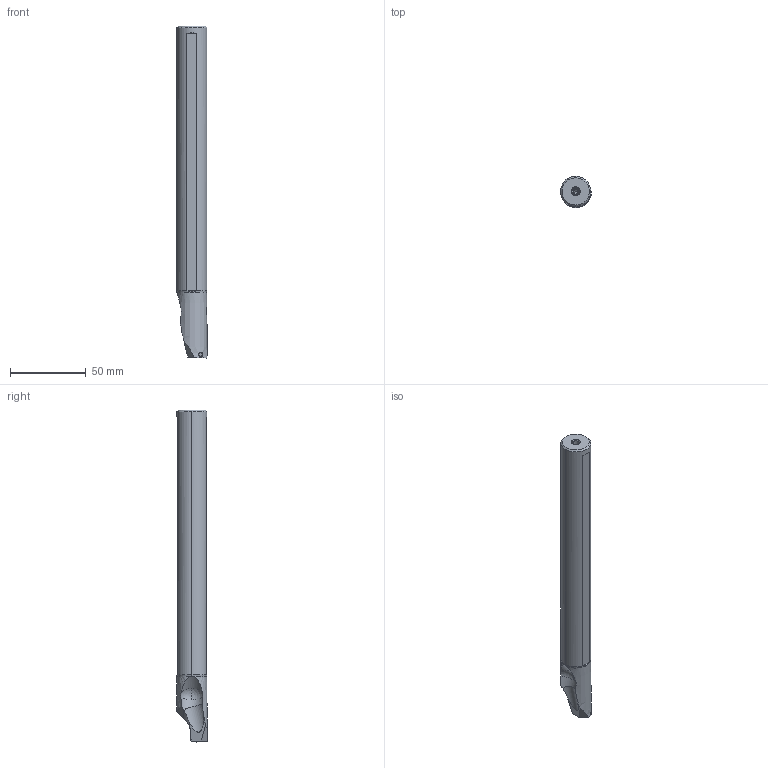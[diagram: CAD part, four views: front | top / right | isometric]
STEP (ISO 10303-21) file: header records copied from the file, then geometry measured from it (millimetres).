
FILE_DESCRIPTION(/* description */ (''),/* implementation_level */ '2;1');
FILE_NAME(/* name */ 'FSTUP2220L-11A.stp',/* time_stamp */ '2021-11-11T11:27:45+09:00',/* author */ (''),/* organization */ (''),/* preprocessor_version */ 'ST-DEVELOPER v16',/* originating_system */ 'SIEMENS PLM Software NX 10.0',/* authorisation */ '');
FILE_SCHEMA (('AUTOMOTIVE_DESIGN { 1 0 10303 214 3 1 1 1 }'));
Length unit declared in the file: millimetre
Products named in the file (1): FSTUP2220L-11A_ASM
Bounding box: 20.39 x 20.51 x 219.42 mm (x, y, z)
Volume: 59528.3 mm3; surface area: 17117 mm2
Topology: 2 solids, 2 shells, 96 faces, 263 edges, 170 vertices
Faces by surface type: cylinder 38, plane 32, cone 14, sphere 7, torus 5
Entity records: 4151 total; most frequent: CARTESIAN_POINT 1664, ORIENTED_EDGE 518, DIRECTION 497, EDGE_CURVE 259, AXIS2_PLACEMENT_3D 200, VERTEX_POINT 167, EDGE_LOOP 100, LINE 97
